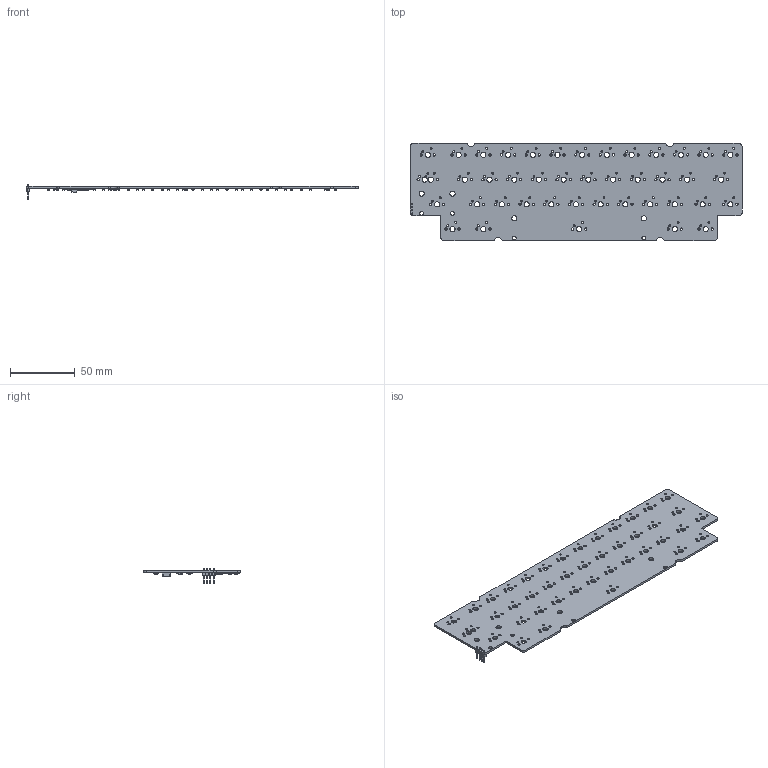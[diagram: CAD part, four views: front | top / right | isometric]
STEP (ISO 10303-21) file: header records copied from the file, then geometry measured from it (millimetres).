
FILE_DESCRIPTION(('KiCad electronic assembly'),'2;1');
FILE_NAME('pcb.step','2024-08-28T22:20:35',('Pcbnew'),('Kicad'), 'Open CASCADE STEP processor 7.7','KiCad to STEP converter','Unknown' );
FILE_SCHEMA(('AUTOMOTIVE_DESIGN { 1 0 10303 214 1 1 1 1 }'));
Length unit declared in the file: millimetre
Products named in the file (18): pcb 1; C_0402_1005Metric; D_SOD-123; D_SOD_123; TS-1187A; TS-1187A v2; C_0603_1608Metric; R_0603_1608Metric; CON_SM04B-SRSS-TB; CON_SM04B-SRSS-TB v2; LQFP-48_7x7mm_P0.5mm; LQFP_48_7x7mm_P05mm; PinHeader_1x04_P2.54mm_Vertical; PinHeader_1x04_P254mm_Vertical; kalam_PCB
Assembly tree (67 placements, depth 3):
  pcb 1
    C_0402_1005Metric  x5
      C_0402_1005Metric
    D_SOD-123  x42
      D_SOD_123
    TS-1187A  x2
      TS-1187A v2
    C_0603_1608Metric  x5
      C_0603_1608Metric
    R_0603_1608Metric
      R_0603_1608Metric
    CON_SM04B-SRSS-TB
      CON_SM04B-SRSS-TB v2
    LQFP-48_7x7mm_P0.5mm
      LQFP_48_7x7mm_P05mm
    PinHeader_1x04_P2.54mm_Vertical
      PinHeader_1x04_P254mm_Vertical
    kalam_PCB
Bounding box: 256.02 x 75.05 x 11.54 mm (x, y, z)
Volume: 28235.9 mm3; surface area: 39860.6 mm2
Topology: 77 solids, 77 shells, 4598 faces, 11306 edges, 6940 vertices
Faces by surface type: plane 2492, bspline 1172, cylinder 932, cone 2
Full cylindrical faces by diameter (mm): 0.5 x1, 1 x4, 1.524 x85, 1.75 x84, 2 x4, 3.048 x4, 3.988 x46
Entity records: 58123 total; most frequent: CARTESIAN_POINT 11458, ORIENTED_EDGE 8020, DIRECTION 7817, EDGE_CURVE 4010, LINE 2941, VECTOR 2941, VERTEX_POINT 2571, AXIS2_PLACEMENT_3D 2438
